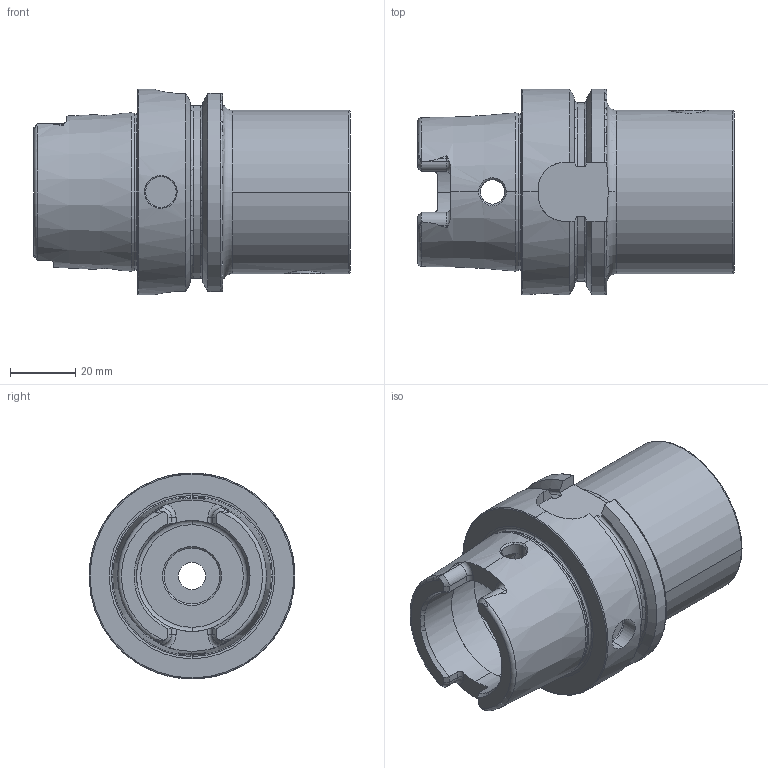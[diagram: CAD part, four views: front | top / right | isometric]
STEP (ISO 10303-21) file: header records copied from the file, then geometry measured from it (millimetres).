
FILE_DESCRIPTION (( 'STEP AP214' ), '1' );
FILE_NAME ('HA6-WH5.K01.065.STEP', '2015-09-25T11:42:37', ( 'SWIAdmin' ), ( 'Hewlett-Packard Company' ), 'SwSTEP 2.0', 'SolidWorks 2015', '' );
FILE_SCHEMA (( 'AUTOMOTIVE_DESIGN' ));
Length unit declared in the file: millimetre
Products named in the file (3): WH5-ER1.001.017; HA6-WH5.K01.065_A; HA6-WH5.K01.065
Assembly tree (3 placements, depth 2):
  HA6-WH5.K01.065
    HA6-WH5.K01.065_A
    WH5-ER1.001.017  x2
Bounding box: 96.9 x 63 x 63 mm (x, y, z)
Volume: 140406 mm3; surface area: 32981.8 mm2
Topology: 3 solids, 3 shells, 216 faces, 557 edges, 348 vertices
Faces by surface type: plane 66, cylinder 57, torus 43, cone 34, bspline 16
Entity records: 9659 total; most frequent: CARTESIAN_POINT 3526, ORIENTED_EDGE 1050, DIRECTION 930, EDGE_CURVE 525, AXIS2_PLACEMENT_3D 381, VERTEX_POINT 328, EDGE_LOOP 211, FACE_OUTER_BOUND 201
